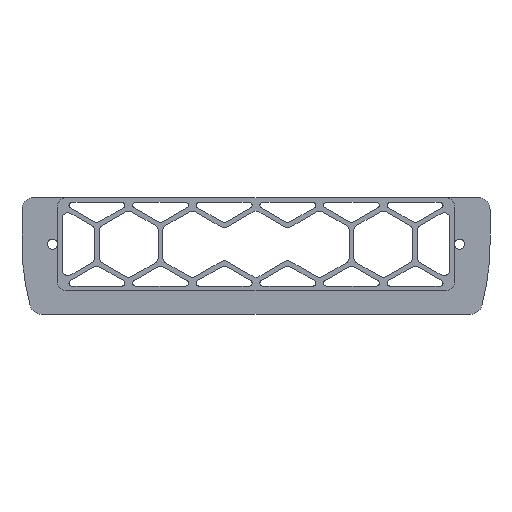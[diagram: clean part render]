
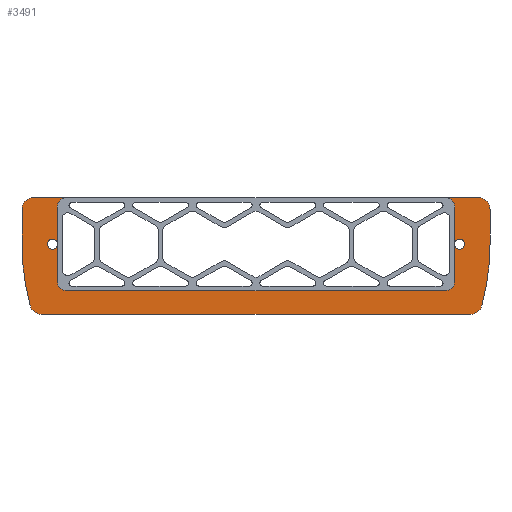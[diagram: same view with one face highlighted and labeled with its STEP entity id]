
A CAD part, left-side view. The second image highlights one B-rep face of the part: STEP entity #3491.
In plain terms, the highlighted planar face has unit normal (-1, 0, 0).
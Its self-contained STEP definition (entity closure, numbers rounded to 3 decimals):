
#214=PLANE('',#3849);
#385=FACE_OUTER_BOUND('',#596,.T.);
#596=EDGE_LOOP('',(#3263,#3264,#3265,#3266,#3267,#3268,#3269,#3270,#3271,
#3272,#3273,#3274,#3275,#3276,#3277,#3278,#3279,#3280,#3281,#3282,#3283,
#3284,#3285));
#616=CIRCLE('',#3536,79.4);
#617=CIRCLE('',#3539,4.);
#618=CIRCLE('',#3542,4.);
#691=CIRCLE('',#3617,4.);
#692=CIRCLE('',#3620,4.);
#693=CIRCLE('',#3622,79.4);
#769=CIRCLE('',#3710,1.7);
#770=CIRCLE('',#3711,1.7);
#772=CIRCLE('',#3715,1.7);
#773=CIRCLE('',#3850,3.2);
#774=CIRCLE('',#3851,3.2);
#775=CIRCLE('',#3852,3.2);
#776=CIRCLE('',#3853,3.2);
#798=LINE('',#4966,#1135);
#801=LINE('',#4975,#1138);
#805=LINE('',#4982,#1142);
#879=LINE('',#5280,#1216);
#883=LINE('',#5291,#1220);
#1103=LINE('',#5891,#1440);
#1104=LINE('',#5893,#1441);
#1105=LINE('',#5897,#1442);
#1106=LINE('',#5900,#1443);
#1107=LINE('',#5902,#1444);
#1135=VECTOR('',#3934,10.);
#1138=VECTOR('',#3943,10.);
#1142=VECTOR('',#3947,10.);
#1216=VECTOR('',#4177,10.);
#1220=VECTOR('',#4191,10.);
#1440=VECTOR('',#4865,10.);
#1441=VECTOR('',#4866,10.);
#1442=VECTOR('',#4869,10.);
#1443=VECTOR('',#4872,10.);
#1444=VECTOR('',#4873,10.);
#1471=VERTEX_POINT('',#4958);
#1472=VERTEX_POINT('',#4960);
#1473=VERTEX_POINT('',#4964);
#1474=VERTEX_POINT('',#4968);
#1475=VERTEX_POINT('',#4972);
#1476=VERTEX_POINT('',#4974);
#1479=VERTEX_POINT('',#4980);
#1480=VERTEX_POINT('',#4984);
#1624=VERTEX_POINT('',#5275);
#1625=VERTEX_POINT('',#5279);
#1626=VERTEX_POINT('',#5283);
#1627=VERTEX_POINT('',#5287);
#1776=VERTEX_POINT('',#5613);
#1777=VERTEX_POINT('',#5615);
#1779=VERTEX_POINT('',#5623);
#1780=VERTEX_POINT('',#5889);
#1781=VERTEX_POINT('',#5892);
#1782=VERTEX_POINT('',#5894);
#1783=VERTEX_POINT('',#5896);
#1784=VERTEX_POINT('',#5898);
#1785=VERTEX_POINT('',#5901);
#1817=EDGE_CURVE('',#1471,#1472,#616,.T.);
#1820=EDGE_CURVE('',#1473,#1471,#798,.T.);
#1822=EDGE_CURVE('',#1474,#1473,#617,.T.);
#1824=EDGE_CURVE('',#1475,#1476,#801,.T.);
#1828=EDGE_CURVE('',#1479,#1474,#805,.T.);
#1830=EDGE_CURVE('',#1480,#1475,#618,.T.);
#1974=EDGE_CURVE('',#1472,#1624,#691,.T.);
#1976=EDGE_CURVE('',#1624,#1625,#879,.T.);
#1978=EDGE_CURVE('',#1625,#1626,#692,.T.);
#1980=EDGE_CURVE('',#1626,#1627,#693,.T.);
#1982=EDGE_CURVE('',#1627,#1480,#883,.T.);
#2146=EDGE_CURVE('',#1777,#1776,#769,.T.);
#2147=EDGE_CURVE('',#1776,#1777,#770,.T.);
#2151=EDGE_CURVE('',#1779,#1779,#772,.T.);
#2281=EDGE_CURVE('',#1479,#1780,#773,.T.);
#2282=EDGE_CURVE('',#1780,#1777,#1103,.T.);
#2283=EDGE_CURVE('',#1777,#1781,#1104,.T.);
#2284=EDGE_CURVE('',#1782,#1781,#774,.T.);
#2285=EDGE_CURVE('',#1783,#1782,#1105,.T.);
#2286=EDGE_CURVE('',#1784,#1783,#775,.T.);
#2287=EDGE_CURVE('',#1779,#1784,#1106,.T.);
#2288=EDGE_CURVE('',#1785,#1779,#1107,.T.);
#2289=EDGE_CURVE('',#1785,#1476,#776,.T.);
#3263=ORIENTED_EDGE('',*,*,#1974,.F.);
#3264=ORIENTED_EDGE('',*,*,#1817,.F.);
#3265=ORIENTED_EDGE('',*,*,#1820,.F.);
#3266=ORIENTED_EDGE('',*,*,#1822,.F.);
#3267=ORIENTED_EDGE('',*,*,#1828,.F.);
#3268=ORIENTED_EDGE('',*,*,#2281,.T.);
#3269=ORIENTED_EDGE('',*,*,#2282,.T.);
#3270=ORIENTED_EDGE('',*,*,#2146,.T.);
#3271=ORIENTED_EDGE('',*,*,#2147,.T.);
#3272=ORIENTED_EDGE('',*,*,#2283,.T.);
#3273=ORIENTED_EDGE('',*,*,#2284,.F.);
#3274=ORIENTED_EDGE('',*,*,#2285,.F.);
#3275=ORIENTED_EDGE('',*,*,#2286,.F.);
#3276=ORIENTED_EDGE('',*,*,#2287,.F.);
#3277=ORIENTED_EDGE('',*,*,#2151,.T.);
#3278=ORIENTED_EDGE('',*,*,#2288,.F.);
#3279=ORIENTED_EDGE('',*,*,#2289,.T.);
#3280=ORIENTED_EDGE('',*,*,#1824,.F.);
#3281=ORIENTED_EDGE('',*,*,#1830,.F.);
#3282=ORIENTED_EDGE('',*,*,#1982,.F.);
#3283=ORIENTED_EDGE('',*,*,#1980,.F.);
#3284=ORIENTED_EDGE('',*,*,#1978,.F.);
#3285=ORIENTED_EDGE('',*,*,#1976,.F.);
#3491=ADVANCED_FACE('',(#385),#214,.F.);
#3536=AXIS2_PLACEMENT_3D('',#4961,#3928,#3929);
#3539=AXIS2_PLACEMENT_3D('',#4970,#3938,#3939);
#3542=AXIS2_PLACEMENT_3D('',#4986,#3951,#3952);
#3617=AXIS2_PLACEMENT_3D('',#5276,#4172,#4173);
#3620=AXIS2_PLACEMENT_3D('',#5284,#4181,#4182);
#3622=AXIS2_PLACEMENT_3D('',#5288,#4186,#4187);
#3710=AXIS2_PLACEMENT_3D('',#5616,#4452,#4453);
#3711=AXIS2_PLACEMENT_3D('',#5617,#4454,#4455);
#3715=AXIS2_PLACEMENT_3D('',#5625,#4464,#4465);
#3849=AXIS2_PLACEMENT_3D('',#5888,#4861,#4862);
#3850=AXIS2_PLACEMENT_3D('',#5890,#4863,#4864);
#3851=AXIS2_PLACEMENT_3D('',#5895,#4867,#4868);
#3852=AXIS2_PLACEMENT_3D('',#5899,#4870,#4871);
#3853=AXIS2_PLACEMENT_3D('',#5903,#4874,#4875);
#3928=DIRECTION('center_axis',(1.,0.,0.));
#3929=DIRECTION('ref_axis',(0.,-1.,0.));
#3934=DIRECTION('',(0.,0.,-1.));
#3938=DIRECTION('center_axis',(1.,0.,0.));
#3939=DIRECTION('ref_axis',(0.,-0.707,0.707));
#3943=DIRECTION('',(0.,-1.,0.));
#3947=DIRECTION('',(0.,-1.,0.));
#3951=DIRECTION('center_axis',(1.,0.,0.));
#3952=DIRECTION('ref_axis',(0.,0.707,0.707));
#4172=DIRECTION('center_axis',(1.,0.,0.));
#4173=DIRECTION('ref_axis',(0.,-0.607,-0.795));
#4177=DIRECTION('',(0.,1.,0.));
#4181=DIRECTION('center_axis',(1.,0.,0.));
#4182=DIRECTION('ref_axis',(0.,0.607,-0.795));
#4186=DIRECTION('center_axis',(1.,0.,0.));
#4187=DIRECTION('ref_axis',(0.,0.954,-0.3));
#4191=DIRECTION('',(0.,0.,1.));
#4452=DIRECTION('center_axis',(1.,0.,0.));
#4453=DIRECTION('ref_axis',(0.,1.,0.));
#4454=DIRECTION('center_axis',(1.,0.,0.));
#4455=DIRECTION('ref_axis',(0.,1.,0.));
#4464=DIRECTION('center_axis',(1.,0.,0.));
#4465=DIRECTION('ref_axis',(0.,1.,0.));
#4861=DIRECTION('center_axis',(1.,0.,0.));
#4862=DIRECTION('ref_axis',(0.,1.,0.));
#4863=DIRECTION('center_axis',(1.,0.,0.));
#4864=DIRECTION('ref_axis',(0.,0.,1.));
#4865=DIRECTION('',(0.,0.,-1.));
#4866=DIRECTION('',(0.,0.,-1.));
#4867=DIRECTION('center_axis',(-1.,0.,0.));
#4868=DIRECTION('ref_axis',(0.,0.,-1.));
#4869=DIRECTION('',(0.,-1.,0.));
#4870=DIRECTION('center_axis',(-1.,0.,0.));
#4871=DIRECTION('ref_axis',(0.,1.,0.));
#4872=DIRECTION('',(0.,0.,-1.));
#4873=DIRECTION('',(0.,0.,-1.));
#4874=DIRECTION('center_axis',(1.,0.,0.));
#4875=DIRECTION('ref_axis',(0.,1.,0.));
#4958=CARTESIAN_POINT('',(106.035,-19.4,86.479));
#4960=CARTESIAN_POINT('',(106.035,-16.613,65.628));
#4961=CARTESIAN_POINT('Origin',(106.035,60.,86.479));
#4964=CARTESIAN_POINT('',(106.035,-19.4,98.279));
#4966=CARTESIAN_POINT('',(106.035,-19.4,84.479));
#4968=CARTESIAN_POINT('',(106.035,-15.4,102.279));
#4970=CARTESIAN_POINT('Origin',(106.035,-15.4,98.279));
#4972=CARTESIAN_POINT('',(106.035,135.4,102.279));
#4974=CARTESIAN_POINT('',(106.035,124.2,102.279));
#4975=CARTESIAN_POINT('',(106.035,134.92,102.279));
#4980=CARTESIAN_POINT('',(106.035,-4.2,102.279));
#4982=CARTESIAN_POINT('',(106.035,20.3,102.279));
#4984=CARTESIAN_POINT('',(106.035,139.4,98.279));
#4986=CARTESIAN_POINT('Origin',(106.035,135.4,98.279));
#5275=CARTESIAN_POINT('',(106.035,-12.754,62.679));
#5276=CARTESIAN_POINT('Origin',(106.035,-12.754,66.679));
#5279=CARTESIAN_POINT('',(106.035,132.754,62.679));
#5280=CARTESIAN_POINT('',(106.035,97.875,62.679));
#5283=CARTESIAN_POINT('',(106.035,136.613,65.628));
#5284=CARTESIAN_POINT('Origin',(106.035,132.754,66.679));
#5287=CARTESIAN_POINT('',(106.035,139.4,86.479));
#5288=CARTESIAN_POINT('Origin',(106.035,60.,86.479));
#5291=CARTESIAN_POINT('',(106.035,139.4,92.379));
#5613=CARTESIAN_POINT('',(106.035,-10.8,86.479));
#5615=CARTESIAN_POINT('',(106.035,-7.4,86.479));
#5616=CARTESIAN_POINT('Origin',(106.035,-9.1,86.479));
#5617=CARTESIAN_POINT('Origin',(106.035,-9.1,86.479));
#5623=CARTESIAN_POINT('',(106.035,127.4,86.479));
#5625=CARTESIAN_POINT('Origin',(106.035,129.1,86.479));
#5888=CARTESIAN_POINT('Origin',(106.035,60.,86.479));
#5889=CARTESIAN_POINT('',(106.035,-7.4,99.079));
#5890=CARTESIAN_POINT('Origin',(106.035,-4.2,99.079));
#5891=CARTESIAN_POINT('',(106.035,-7.4,99.079));
#5892=CARTESIAN_POINT('',(106.035,-7.4,73.879));
#5893=CARTESIAN_POINT('',(106.035,-7.4,99.079));
#5894=CARTESIAN_POINT('',(106.035,-4.2,70.679));
#5895=CARTESIAN_POINT('Origin',(106.035,-4.2,73.879));
#5896=CARTESIAN_POINT('',(106.035,124.2,70.679));
#5897=CARTESIAN_POINT('',(106.035,124.2,70.679));
#5898=CARTESIAN_POINT('',(106.035,127.4,73.879));
#5899=CARTESIAN_POINT('Origin',(106.035,124.2,73.879));
#5900=CARTESIAN_POINT('',(106.035,127.4,229.079));
#5901=CARTESIAN_POINT('',(106.035,127.4,99.079));
#5902=CARTESIAN_POINT('',(106.035,127.4,229.079));
#5903=CARTESIAN_POINT('Origin',(106.035,124.2,99.079));
